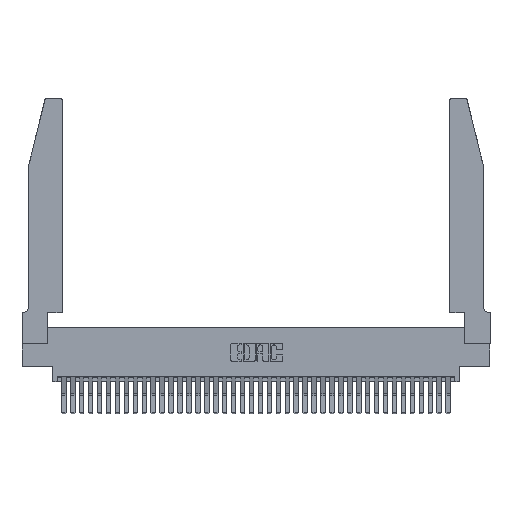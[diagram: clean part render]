
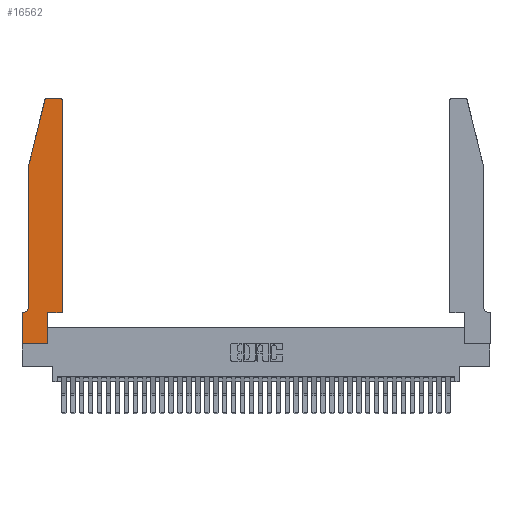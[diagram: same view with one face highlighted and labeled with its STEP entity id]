
A CAD part, top view. The second image highlights one B-rep face of the part: STEP entity #16562.
In plain terms, the highlighted planar face has unit normal (0, 0, 1).
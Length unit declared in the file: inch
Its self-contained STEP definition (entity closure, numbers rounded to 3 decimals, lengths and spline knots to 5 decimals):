
#226 = CARTESIAN_POINT ( 'NONE',  ( 0., 0., 0.37 ) ) ;
#228 = PLANE ( 'NONE',  #609 ) ;
#609 = AXIS2_PLACEMENT_3D ( 'NONE', #3879, #16058, #34576 ) ;
#1141 = VECTOR ( 'NONE', #9250, 39.37008 ) ;
#1369 = CIRCLE ( 'NONE', #25557, 0.03 ) ;
#1661 = VERTEX_POINT ( 'NONE', #11606 ) ;
#1900 = VECTOR ( 'NONE', #20526, 39.37008 ) ;
#2224 = VERTEX_POINT ( 'NONE', #14582 ) ;
#2301 = LINE ( 'NONE', #5246, #9387 ) ;
#2477 = LINE ( 'NONE', #2795, #9565 ) ;
#2795 = CARTESIAN_POINT ( 'NONE',  ( 0.0755, 2., 0.37 ) ) ;
#3348 = VERTEX_POINT ( 'NONE', #27460 ) ;
#3392 = ORIENTED_EDGE ( 'NONE', *, *, #34164, .T. ) ;
#3641 = ORIENTED_EDGE ( 'NONE', *, *, #34034, .T. ) ;
#3879 = CARTESIAN_POINT ( 'NONE',  ( 0., 0.35, 0.37 ) ) ;
#4514 = CARTESIAN_POINT ( 'NONE',  ( 0.0055, 0.35, 0.37 ) ) ;
#5060 = EDGE_CURVE ( 'NONE', #15430, #22138, #36375, .T. ) ;
#5201 = ORIENTED_EDGE ( 'NONE', *, *, #8775, .T. ) ;
#5246 = CARTESIAN_POINT ( 'NONE',  ( 0.4505, 0.35, 0.37 ) ) ;
#6256 = ORIENTED_EDGE ( 'NONE', *, *, #34674, .T. ) ;
#7043 = CARTESIAN_POINT ( 'NONE',  ( 0.4505, 0.35, 0.37 ) ) ;
#7815 = ORIENTED_EDGE ( 'NONE', *, *, #29077, .T. ) ;
#8775 = EDGE_CURVE ( 'NONE', #37661, #1661, #13781, .T. ) ;
#8924 = DIRECTION ( 'NONE',  ( 0., 1., 0. ) ) ;
#9097 = AXIS2_PLACEMENT_3D ( 'NONE', #32925, #38743, #38868 ) ;
#9214 = DIRECTION ( 'NONE',  ( 1., 0., 0. ) ) ;
#9250 = DIRECTION ( 'NONE',  ( -0.239, -0.971, 0. ) ) ;
#9387 = VECTOR ( 'NONE', #11053, 39.37008 ) ;
#9565 = VECTOR ( 'NONE', #27083, 39.37008 ) ;
#9617 = LINE ( 'NONE', #18092, #1141 ) ;
#10361 = DIRECTION ( 'NONE',  ( 1., 0., 0. ) ) ;
#11053 = DIRECTION ( 'NONE',  ( 0., 1., 0. ) ) ;
#11606 = CARTESIAN_POINT ( 'NONE',  ( 0.2865, 0.35, 0.37 ) ) ;
#11746 = CARTESIAN_POINT ( 'NONE',  ( 0.4505, 2.72, 0.37 ) ) ;
#11830 = ORIENTED_EDGE ( 'NONE', *, *, #13736, .T. ) ;
#12230 = EDGE_CURVE ( 'NONE', #33163, #38129, #2301, .T. ) ;
#12798 = CARTESIAN_POINT ( 'NONE',  ( 0., 0., 0.37 ) ) ;
#13081 = VERTEX_POINT ( 'NONE', #33708 ) ;
#13139 = CARTESIAN_POINT ( 'NONE',  ( 0.2605, 2.75, 0.37 ) ) ;
#13736 = EDGE_CURVE ( 'NONE', #3348, #15430, #14477, .T. ) ;
#13781 = LINE ( 'NONE', #26996, #15613 ) ;
#14113 = LINE ( 'NONE', #7043, #21220 ) ;
#14477 = CIRCLE ( 'NONE', #9097, 0.07 ) ;
#14582 = CARTESIAN_POINT ( 'NONE',  ( 0.25487, 2.72718, 0.37 ) ) ;
#15430 = VERTEX_POINT ( 'NONE', #4514 ) ;
#15613 = VECTOR ( 'NONE', #8924, 39.37008 ) ;
#15941 = ORIENTED_EDGE ( 'NONE', *, *, #5060, .T. ) ;
#16058 = DIRECTION ( 'NONE',  ( 0., 0., 1. ) ) ;
#16562 = ADVANCED_FACE ( 'NONE', ( #22540 ), #228, .T. ) ;
#16657 = CARTESIAN_POINT ( 'NONE',  ( 0.0755, 0.35, 0.37 ) ) ;
#16701 = VECTOR ( 'NONE', #21350, 39.37008 ) ;
#17387 = VERTEX_POINT ( 'NONE', #24683 ) ;
#18060 = EDGE_CURVE ( 'NONE', #2224, #17387, #9617, .T. ) ;
#18092 = CARTESIAN_POINT ( 'NONE',  ( 0.0755, 2., 0.37 ) ) ;
#18574 = DIRECTION ( 'NONE',  ( 0., 0., 1. ) ) ;
#19751 = ORIENTED_EDGE ( 'NONE', *, *, #22348, .T. ) ;
#20456 = ORIENTED_EDGE ( 'NONE', *, *, #23844, .T. ) ;
#20526 = DIRECTION ( 'NONE',  ( 1., 0., 0. ) ) ;
#20924 = CARTESIAN_POINT ( 'NONE',  ( 0.4205, 2.75, 0.37 ) ) ;
#21220 = VECTOR ( 'NONE', #10361, 39.37008 ) ;
#21240 = DIRECTION ( 'NONE',  ( 0., 0., 1. ) ) ;
#21326 = EDGE_CURVE ( 'NONE', #1661, #33163, #14113, .T. ) ;
#21350 = DIRECTION ( 'NONE',  ( 0., -1., 0. ) ) ;
#21787 = CIRCLE ( 'NONE', #29806, 0.03 ) ;
#22138 = VERTEX_POINT ( 'NONE', #26099 ) ;
#22348 = EDGE_CURVE ( 'NONE', #13081, #2224, #21787, .T. ) ;
#22540 = FACE_OUTER_BOUND ( 'NONE', #35703, .T. ) ;
#23844 = EDGE_CURVE ( 'NONE', #38129, #30529, #1369, .T. ) ;
#24053 = ORIENTED_EDGE ( 'NONE', *, *, #12230, .T. ) ;
#24683 = CARTESIAN_POINT ( 'NONE',  ( 0.0755, 2., 0.37 ) ) ;
#24791 = LINE ( 'NONE', #226, #16701 ) ;
#25204 = ORIENTED_EDGE ( 'NONE', *, *, #21326, .T. ) ;
#25557 = AXIS2_PLACEMENT_3D ( 'NONE', #36849, #18574, #30344 ) ;
#26099 = CARTESIAN_POINT ( 'NONE',  ( 0., 0.35, 0.37 ) ) ;
#26215 = LINE ( 'NONE', #13139, #30991 ) ;
#26996 = CARTESIAN_POINT ( 'NONE',  ( 0.2865, 0.35, 0.37 ) ) ;
#27083 = DIRECTION ( 'NONE',  ( 0., -1., 0. ) ) ;
#27339 = VECTOR ( 'NONE', #37945, 39.37008 ) ;
#27460 = CARTESIAN_POINT ( 'NONE',  ( 0.0755, 0.42, 0.37 ) ) ;
#27480 = CARTESIAN_POINT ( 'NONE',  ( 0.2865, 0., 0.37 ) ) ;
#28440 = DIRECTION ( 'NONE',  ( -1., 0., 0. ) ) ;
#29077 = EDGE_CURVE ( 'NONE', #33438, #37661, #37992, .T. ) ;
#29806 = AXIS2_PLACEMENT_3D ( 'NONE', #36069, #21240, #9214 ) ;
#30344 = DIRECTION ( 'NONE',  ( 1., 0., 0. ) ) ;
#30529 = VERTEX_POINT ( 'NONE', #20924 ) ;
#30991 = VECTOR ( 'NONE', #28440, 39.37008 ) ;
#32925 = CARTESIAN_POINT ( 'NONE',  ( 0.0055, 0.42, 0.37 ) ) ;
#32933 = CARTESIAN_POINT ( 'NONE',  ( 0., 0., 0.37 ) ) ;
#33163 = VERTEX_POINT ( 'NONE', #38738 ) ;
#33438 = VERTEX_POINT ( 'NONE', #12798 ) ;
#33708 = CARTESIAN_POINT ( 'NONE',  ( 0.284, 2.75, 0.37 ) ) ;
#34034 = EDGE_CURVE ( 'NONE', #22138, #33438, #24791, .T. ) ;
#34164 = EDGE_CURVE ( 'NONE', #30529, #13081, #26215, .T. ) ;
#34576 = DIRECTION ( 'NONE',  ( 1., 0., 0. ) ) ;
#34674 = EDGE_CURVE ( 'NONE', #17387, #3348, #2477, .T. ) ;
#35703 = EDGE_LOOP ( 'NONE', ( #3392, #19751, #37545, #6256, #11830, #15941, #3641, #7815, #5201, #25204, #24053, #20456 ) ) ;
#36069 = CARTESIAN_POINT ( 'NONE',  ( 0.284, 2.72, 0.37 ) ) ;
#36375 = LINE ( 'NONE', #16657, #27339 ) ;
#36849 = CARTESIAN_POINT ( 'NONE',  ( 0.4205, 2.72, 0.37 ) ) ;
#37545 = ORIENTED_EDGE ( 'NONE', *, *, #18060, .T. ) ;
#37661 = VERTEX_POINT ( 'NONE', #27480 ) ;
#37945 = DIRECTION ( 'NONE',  ( -1., 0., 0. ) ) ;
#37992 = LINE ( 'NONE', #32933, #1900 ) ;
#38129 = VERTEX_POINT ( 'NONE', #11746 ) ;
#38738 = CARTESIAN_POINT ( 'NONE',  ( 0.4505, 0.35, 0.37 ) ) ;
#38743 = DIRECTION ( 'NONE',  ( 0., 0., -1. ) ) ;
#38868 = DIRECTION ( 'NONE',  ( -1., 0., 0. ) ) ;
